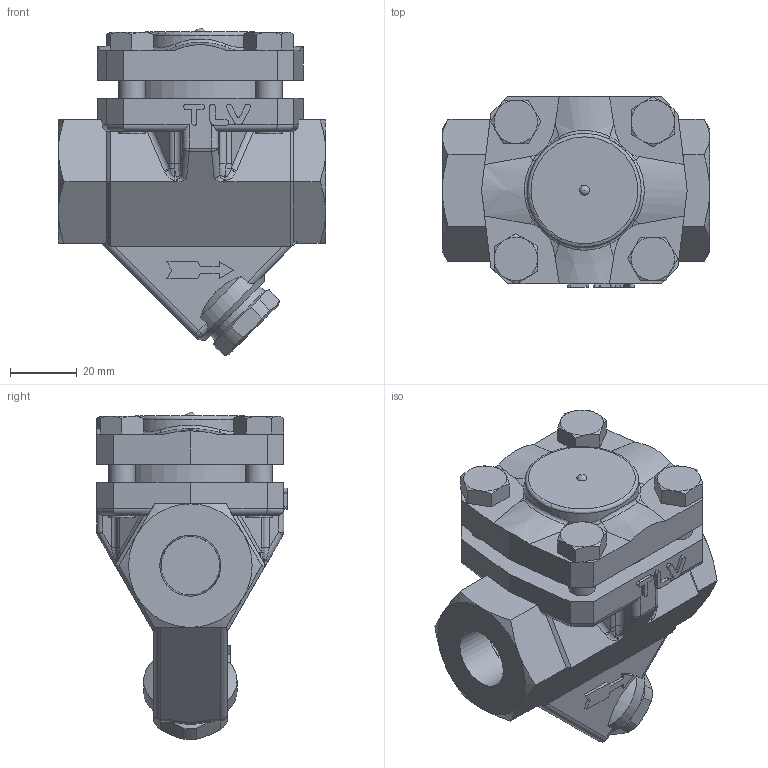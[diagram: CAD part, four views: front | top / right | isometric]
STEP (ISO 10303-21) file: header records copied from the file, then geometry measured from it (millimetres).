
FILE_DESCRIPTION((''),'2;1');
FILE_NAME('l21s0-015-screw-00.stp','2010-01-18T13:01:03',('nakaot'),(''),'Autodesk Inventor 2008','Autodesk Inventor 2008','');
FILE_SCHEMA(('AUTOMOTIVE_DESIGN { 1 0 10303 214 1 1 1 1 }'));
Length unit declared in the file: millimetre
Products named in the file (1): l21s0-015-screw-00
Bounding box: 80 x 57.01 x 98 mm (x, y, z)
Volume: 193401.3 mm3; surface area: 31100.2 mm2
Topology: 1 solids, 1 shells, 355 faces, 877 edges, 539 vertices
Faces by surface type: plane 167, cylinder 76, bspline 61, cone 41, sphere 9, torus 1
Full cylindrical faces by diameter (mm): 8 x8, 21 x1, 34 x1, 45.8 x1
Entity records: 11882 total; most frequent: CARTESIAN_POINT 4042, ORIENTED_EDGE 1680, DIRECTION 1539, EDGE_CURVE 840, AXIS2_PLACEMENT_3D 564, VERTEX_POINT 528, VECTOR 411, LINE 411
